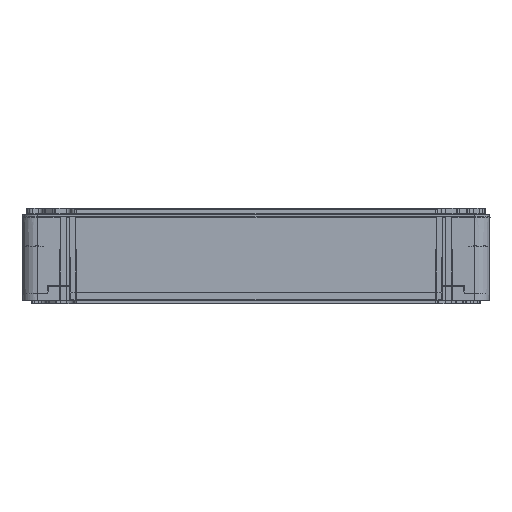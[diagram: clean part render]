
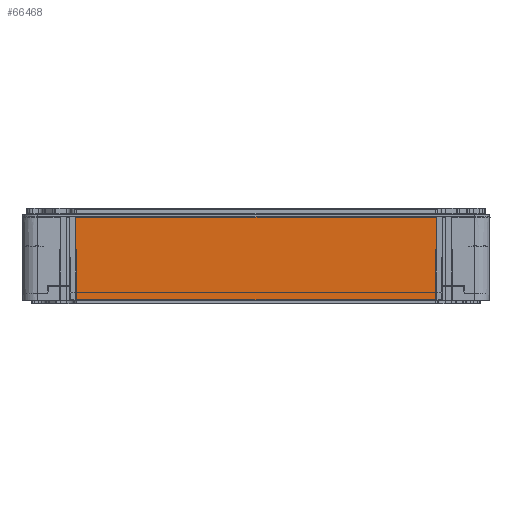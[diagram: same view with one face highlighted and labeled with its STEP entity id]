
A CAD part, left-side view. The second image highlights one B-rep face of the part: STEP entity #66468.
In plain terms, the highlighted planar face has unit normal (-1, 0, -0.009).
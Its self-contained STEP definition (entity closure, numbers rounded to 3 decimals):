
#15681=DIRECTION('',(0.,-1.,0.));
#15682=VECTOR('',#15681,230.4);
#15683=CARTESIAN_POINT('',(-299.519,115.2,-59.1));
#15684=LINE('',#15683,#15682);
#18628=DIRECTION('',(0.,1.,0.));
#18629=VECTOR('',#18628,230.959);
#18630=CARTESIAN_POINT('',(-299.985,-115.479,
-5.768));
#18631=LINE('',#18630,#18629);
#18745=CARTESIAN_POINT('',(-299.985,-115.479,
-5.768));
#18773=CARTESIAN_POINT('',(-299.519,-115.2,-59.1));
#18778=DIRECTION('',(0.009,0.005,-1.));
#18779=VECTOR('',#18778,53.335);
#18780=CARTESIAN_POINT('',(-299.985,-115.479,
-5.768));
#18781=LINE('',#18780,#18779);
#18865=CARTESIAN_POINT('',(-299.519,115.2,-59.1));
#18893=CARTESIAN_POINT('',(-299.985,115.479,
-5.768));
#18898=DIRECTION('',(-0.009,0.005,1.));
#18899=VECTOR('',#18898,53.335);
#18900=CARTESIAN_POINT('',(-299.519,115.2,-59.1));
#18901=LINE('',#18900,#18899);
#51583=VERTEX_POINT('',#18865);
#51585=VERTEX_POINT('',#18893);
#51586=VERTEX_POINT('',#18745);
#51589=VERTEX_POINT('',#18773);
#66454=CARTESIAN_POINT('',(-300.,-144.944,-4.));
#66455=DIRECTION('',(-1.,0.,-0.009));
#66456=DIRECTION('',(0.,-1.,0.));
#66457=AXIS2_PLACEMENT_3D('',#66454,#66455,#66456);
#66458=PLANE('',#66457);
#66460=ORIENTED_EDGE('',*,*,#66459,.T.);
#66462=ORIENTED_EDGE('',*,*,#66461,.F.);
#66464=ORIENTED_EDGE('',*,*,#66463,.T.);
#66465=ORIENTED_EDGE('',*,*,#64286,.F.);
#66466=EDGE_LOOP('',(#66460,#66462,#66464,#66465));
#66467=FACE_OUTER_BOUND('',#66466,.F.);
#64286=EDGE_CURVE('',#51583,#51589,#15684,.T.);
#66459=EDGE_CURVE('',#51583,#51585,#18901,.T.);
#66461=EDGE_CURVE('',#51586,#51585,#18631,.T.);
#66463=EDGE_CURVE('',#51586,#51589,#18781,.T.);
#66468=ADVANCED_FACE('',(#66467),#66458,.T.);
